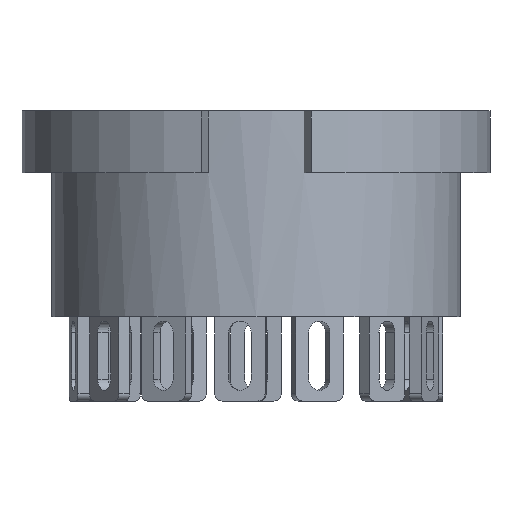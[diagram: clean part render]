
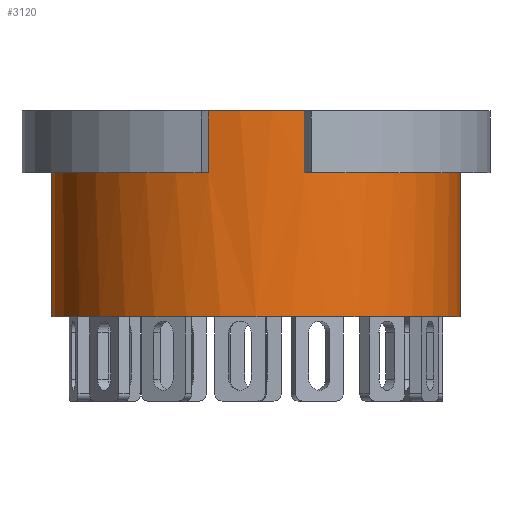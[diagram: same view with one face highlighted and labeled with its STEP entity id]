
A CAD part, front view. The second image highlights one B-rep face of the part: STEP entity #3120.
In plain terms, the highlighted cylindrical face has radius 10.9 mm (diameter 21.8 mm), a partial arc.
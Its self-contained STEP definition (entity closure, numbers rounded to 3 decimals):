
#6=CARTESIAN_POINT('',(0.,0.,0.));
#7=DIRECTION('',(0.,0.,1.));
#8=DIRECTION('',(-1.,0.,0.));
#9=AXIS2_PLACEMENT_3D('',#6,#7,#8);
#247=DIRECTION('',(0.,0.,1.));
#248=VECTOR('',#247,7.7);
#249=CARTESIAN_POINT('',(10.9,0.,0.));
#250=LINE('',#249,#248);
#277=CARTESIAN_POINT('',(0.,0.,7.7));
#278=DIRECTION('',(0.,0.,1.));
#279=DIRECTION('',(-1.,0.,0.));
#280=AXIS2_PLACEMENT_3D('',#277,#278,#279);
#282=DIRECTION('',(0.,0.,1.));
#283=VECTOR('',#282,3.3);
#284=CARTESIAN_POINT('',(-2.553,-10.597,7.7));
#285=LINE('',#284,#283);
#286=DIRECTION('',(0.,0.,1.));
#287=VECTOR('',#286,3.3);
#288=CARTESIAN_POINT('',(2.567,-10.593,7.7));
#289=LINE('',#288,#287);
#290=CARTESIAN_POINT('',(0.,0.,7.7));
#291=DIRECTION('',(0.,0.,1.));
#292=DIRECTION('',(0.235,-0.972,0.));
#293=AXIS2_PLACEMENT_3D('',#290,#291,#292);
#295=DIRECTION('',(0.,0.,1.));
#296=VECTOR('',#295,7.7);
#297=CARTESIAN_POINT('',(-10.9,0.,0.));
#298=LINE('',#297,#296);
#465=CARTESIAN_POINT('',(0.,0.,11.));
#466=DIRECTION('',(0.,0.,1.));
#467=DIRECTION('',(-0.234,-0.972,0.));
#468=AXIS2_PLACEMENT_3D('',#465,#466,#467);
#2217=CARTESIAN_POINT('',(10.9,0.,0.));
#2218=CARTESIAN_POINT('',(-10.9,0.,0.));
#2219=VERTEX_POINT('',#2217);
#2220=VERTEX_POINT('',#2218);
#2877=CARTESIAN_POINT('',(10.9,0.,7.7));
#2879=VERTEX_POINT('',#2877);
#2882=CARTESIAN_POINT('',(-10.9,0.,7.7));
#2884=VERTEX_POINT('',#2882);
#2889=CARTESIAN_POINT('',(-2.553,-10.597,7.7));
#2890=VERTEX_POINT('',#2889);
#2891=CARTESIAN_POINT('',(2.567,-10.593,7.7));
#2892=VERTEX_POINT('',#2891);
#2893=CARTESIAN_POINT('',(-2.553,-10.597,11.));
#2894=VERTEX_POINT('',#2893);
#2895=CARTESIAN_POINT('',(2.567,-10.593,11.));
#2896=VERTEX_POINT('',#2895);
#3102=CARTESIAN_POINT('',(0.,0.,0.));
#3103=DIRECTION('',(0.,0.,1.));
#3104=DIRECTION('',(1.,0.,0.));
#3105=AXIS2_PLACEMENT_3D('',#3102,#3103,#3104);
#3106=CYLINDRICAL_SURFACE('',#3105,10.9);
#3107=ORIENTED_EDGE('',*,*,#3097,.T.);
#3109=ORIENTED_EDGE('',*,*,#3108,.T.);
#3111=ORIENTED_EDGE('',*,*,#3110,.T.);
#3113=ORIENTED_EDGE('',*,*,#3112,.F.);
#3114=ORIENTED_EDGE('',*,*,#3074,.T.);
#3115=ORIENTED_EDGE('',*,*,#3063,.F.);
#3116=ORIENTED_EDGE('',*,*,#2904,.F.);
#3117=ORIENTED_EDGE('',*,*,#3060,.T.);
#3118=EDGE_LOOP('',(#3107,#3109,#3111,#3113,#3114,#3115,#3116,#3117));
#3119=FACE_OUTER_BOUND('',#3118,.F.);
#3120=ADVANCED_FACE('',(#3119),#3106,.T.);
#10=CIRCLE('',#9,10.9);
#281=CIRCLE('',#280,10.9);
#294=CIRCLE('',#293,10.9);
#469=CIRCLE('',#468,10.9);
#2904=EDGE_CURVE('',#2220,#2219,#10,.T.);
#3060=EDGE_CURVE('',#2220,#2884,#298,.T.);
#3063=EDGE_CURVE('',#2219,#2879,#250,.T.);
#3074=EDGE_CURVE('',#2892,#2879,#294,.T.);
#3097=EDGE_CURVE('',#2884,#2890,#281,.T.);
#3108=EDGE_CURVE('',#2890,#2894,#285,.T.);
#3110=EDGE_CURVE('',#2894,#2896,#469,.T.);
#3112=EDGE_CURVE('',#2892,#2896,#289,.T.);
